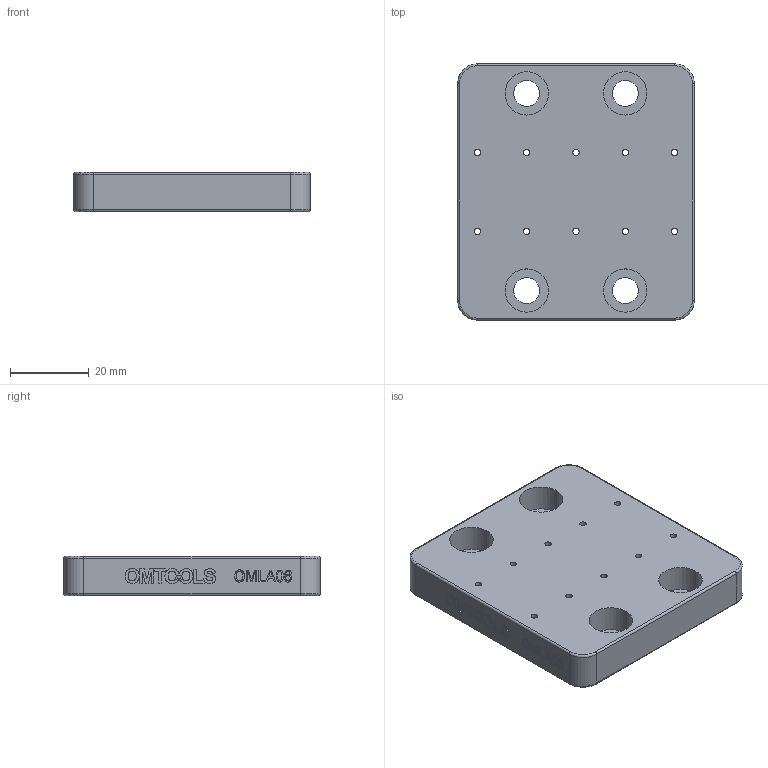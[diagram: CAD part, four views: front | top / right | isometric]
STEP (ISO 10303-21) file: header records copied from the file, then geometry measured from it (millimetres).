
FILE_DESCRIPTION (( 'STEP AP203' ), '1' );
FILE_NAME ('OMLA炵蹈蛌諉啣 OMLA06.STEP', '2021-05-20T08:30:27', ( 'Microsoft' ), ( 'Microsoft' ), 'SwSTEP 2.0', 'SolidWorks 2018', '' );
FILE_SCHEMA (( 'CONFIG_CONTROL_DESIGN' ));
Length unit declared in the file: millimetre
Products named in the file (2): OMLA炵蹈蛌諉啣 OMLA06; OMLA06-01 SPYC25蟀諉啣6
Assembly tree (1 placements, depth 2):
  OMLA炵蹈蛌諉啣 OMLA06
    OMLA06-01 SPYC25蟀諉啣6
Bounding box: 60 x 65 x 10 mm (x, y, z)
Volume: 35533.9 mm3; surface area: 11485.3 mm2
Topology: 1 solids, 1 shells, 201 faces, 515 edges, 338 vertices
Faces by surface type: plane 97, bspline 48, cylinder 48, torus 8
Entity records: 10219 total; most frequent: CARTESIAN_POINT 5320, ORIENTED_EDGE 1030, DIRECTION 835, EDGE_CURVE 515, VERTEX_POINT 338, VECTOR 313, LINE 313, AXIS2_PLACEMENT_3D 261
